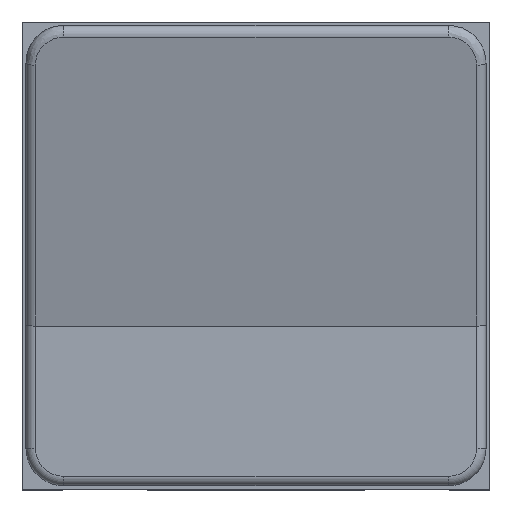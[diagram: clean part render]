
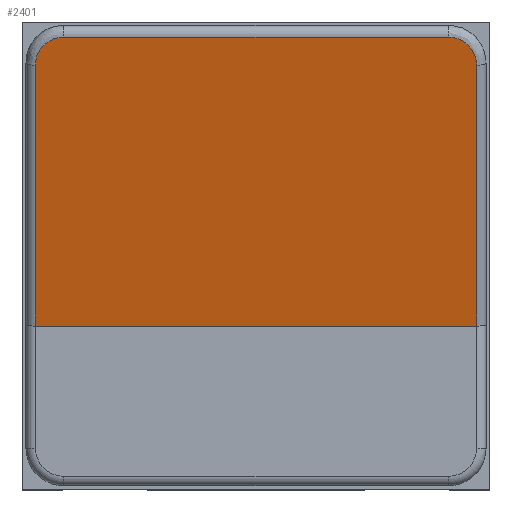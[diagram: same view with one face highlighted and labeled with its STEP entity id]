
A CAD part, top view. The second image highlights one B-rep face of the part: STEP entity #2401.
In plain terms, the highlighted planar face has unit normal (0, -0.242, 0.97).
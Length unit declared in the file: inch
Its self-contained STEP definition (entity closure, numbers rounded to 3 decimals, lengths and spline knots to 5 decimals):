
#1915=CARTESIAN_POINT('',(-0.2313,0.19938,0.42569));
#1916=VERTEX_POINT('',#1915);
#1934=CARTESIAN_POINT('',(-0.2313,-0.07382,0.35739));
#1935=VERTEX_POINT('',#1934);
#1943=CARTESIAN_POINT('',(-0.2313,-0.07382,0.35739));
#1944=DIRECTION('',(0.,0.97,0.243));
#1945=VECTOR('',#1944,0.28161);
#1946=LINE('',#1943,#1945);
#1947=EDGE_CURVE('',#1935,#1916,#1946,.T.);
#2132=CARTESIAN_POINT('',(-0.20177,0.22891,0.43307));
#2133=VERTEX_POINT('',#2132);
#2151=CARTESIAN_POINT('',(-0.20177,0.19938,0.42569));
#2152=DIRECTION('',(0.,0.243,-0.97));
#2153=DIRECTION('',(0.,0.97,0.243));
#2154=AXIS2_PLACEMENT_3D('',#2151,#2152,#2153);
#2155=ELLIPSE('',#2154,0.03044,0.02953);
#2156=EDGE_CURVE('',#1916,#2133,#2155,.T.);
#2200=CARTESIAN_POINT('',(0.20177,0.22891,0.43307));
#2201=VERTEX_POINT('',#2200);
#2218=CARTESIAN_POINT('',(-0.20177,0.22891,0.43307));
#2219=DIRECTION('',(1.0,0.0,0.0));
#2220=VECTOR('',#2219,0.40354);
#2221=LINE('',#2218,#2220);
#2222=EDGE_CURVE('',#2133,#2201,#2221,.T.);
#2232=CARTESIAN_POINT('',(0.2313,-0.07382,0.35739));
#2233=VERTEX_POINT('',#2232);
#2332=CARTESIAN_POINT('',(0.2313,0.19938,0.42569));
#2333=VERTEX_POINT('',#2332);
#2351=CARTESIAN_POINT('',(0.20177,0.19938,0.42569));
#2352=DIRECTION('',(0.,0.243,-0.97));
#2353=DIRECTION('',(0.,0.97,0.243));
#2354=AXIS2_PLACEMENT_3D('',#2351,#2352,#2353);
#2355=ELLIPSE('',#2354,0.03044,0.02953);
#2356=EDGE_CURVE('',#2201,#2333,#2355,.T.);
#2373=CARTESIAN_POINT('',(0.2313,0.19938,0.42569));
#2374=DIRECTION('',(0.,-0.97,-0.243));
#2375=VECTOR('',#2374,0.28161);
#2376=LINE('',#2373,#2375);
#2377=EDGE_CURVE('',#2333,#2233,#2376,.T.);
#2383=CARTESIAN_POINT('',(-0.25443,-0.08896,0.3536));
#2384=DIRECTION('',(0.,-0.243,0.97));
#2385=DIRECTION('',(1.0,0.0,0.0));
#2386=AXIS2_PLACEMENT_3D('',#2383,#2384,#2385);
#2387=PLANE('',#2386);
#2388=ORIENTED_EDGE('',*,*,#2377,.F.);
#2389=ORIENTED_EDGE('',*,*,#2356,.F.);
#2390=ORIENTED_EDGE('',*,*,#2222,.F.);
#2391=ORIENTED_EDGE('',*,*,#2156,.F.);
#2392=ORIENTED_EDGE('',*,*,#1947,.F.);
#2393=CARTESIAN_POINT('',(0.2313,-0.07382,0.35739));
#2394=DIRECTION('',(-1.0,0.0,0.0));
#2395=VECTOR('',#2394,0.4626);
#2396=LINE('',#2393,#2395);
#2397=EDGE_CURVE('',#2233,#1935,#2396,.T.);
#2398=ORIENTED_EDGE('',*,*,#2397,.F.);
#2399=EDGE_LOOP('',(#2388,#2389,#2390,#2391,#2392,#2398));
#2400=FACE_OUTER_BOUND('',#2399,.T.);
#2401=ADVANCED_FACE('',(#2400),#2387,.T.);
